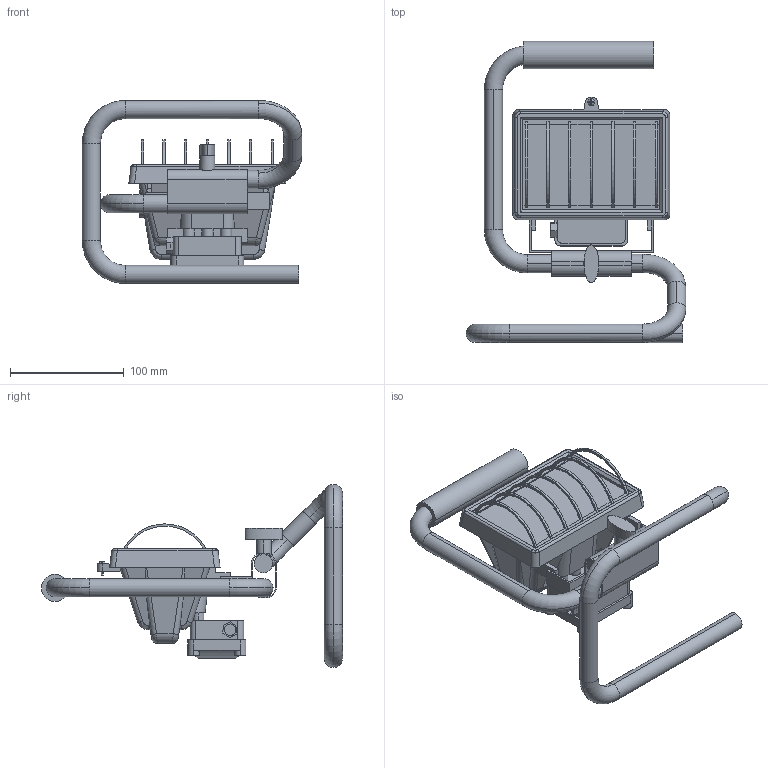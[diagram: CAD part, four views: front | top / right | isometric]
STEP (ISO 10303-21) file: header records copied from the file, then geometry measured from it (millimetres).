
FILE_DESCRIPTION (( 'STEP AP214' ), '1' );
FILE_NAME ('LPI03-1-0150-K02 Ïðîæåêòîð ÈÎ150Ï(ïåðåíîñêà) ãàëîãåí.÷åðíûé IP54 ÈÝÊ.STEP', '2017-10-17T14:15:49', ( '' ), ( '' ), 'SwSTEP 2.0', 'SolidWorks 2014', '' );
FILE_SCHEMA (( 'AUTOMOTIVE_DESIGN' ));
Length unit declared in the file: millimetre
Products named in the file (1): LPI03-1-0150-K02 Ïðîæåêòîð ÈÎ150Ï(ïåðåíîñêà) ãàëîãåí.÷åðíûé IP54  ÈÝÊ
Bounding box: 193 x 264.7 x 161 mm (x, y, z)
Volume: 769551.3 mm3; surface area: 184678 mm2
Topology: 3 solids, 3 shells, 387 faces, 1053 edges, 677 vertices
Faces by surface type: plane 242, cylinder 106, bspline 25, torus 14
Entity records: 13066 total; most frequent: CARTESIAN_POINT 3456, ORIENTED_EDGE 2098, DIRECTION 1885, EDGE_CURVE 1049, LINE 691, VECTOR 691, VERTEX_POINT 677, AXIS2_PLACEMENT_3D 597
